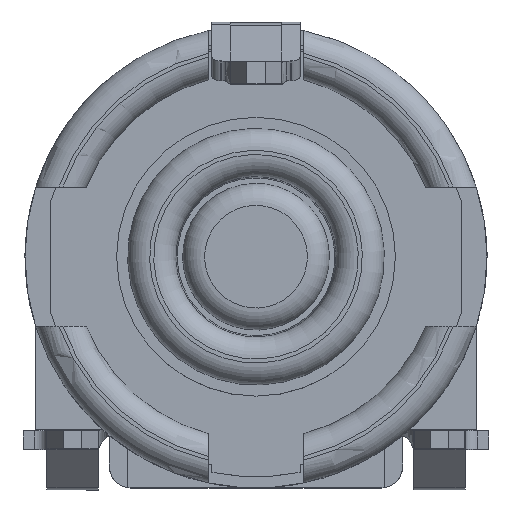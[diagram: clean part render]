
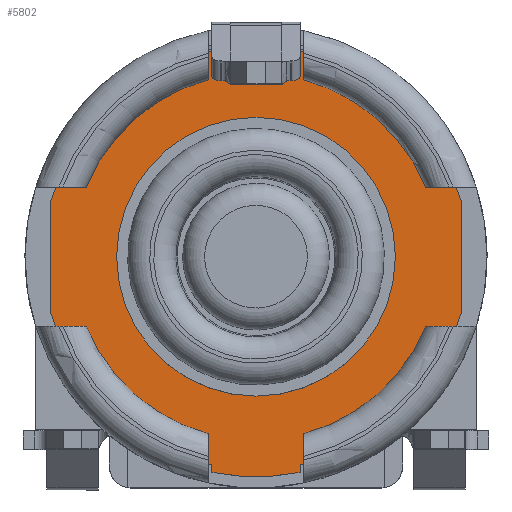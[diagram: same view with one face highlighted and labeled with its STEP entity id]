
A CAD part, top view. The second image highlights one B-rep face of the part: STEP entity #5802.
In plain terms, the highlighted planar face has unit normal (0, 0, 1).
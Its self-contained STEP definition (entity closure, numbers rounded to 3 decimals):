
#189 = DIRECTION ( 'NONE',  ( 0., -1., 0. ) ) ;
#1146 = CARTESIAN_POINT ( 'NONE',  ( 0., 0., 0.3 ) ) ;
#1359 = ORIENTED_EDGE ( 'NONE', *, *, #16068, .T. ) ;
#1445 = DIRECTION ( 'NONE',  ( 0., 0., 1. ) ) ;
#1476 = CARTESIAN_POINT ( 'NONE',  ( 2.8, 0.755, 0.3 ) ) ;
#1559 = CARTESIAN_POINT ( 'NONE',  ( 0., 0., 0.3 ) ) ;
#2062 = CARTESIAN_POINT ( 'NONE',  ( 0., 0., 0.3 ) ) ;
#2166 = FACE_OUTER_BOUND ( 'NONE', #15080, .T. ) ;
#2622 = AXIS2_PLACEMENT_3D ( 'NONE', #4774, #16012, #10127 ) ;
#2681 = CARTESIAN_POINT ( 'NONE',  ( 0.6, -2.837, 0.3 ) ) ;
#2888 = CARTESIAN_POINT ( 'NONE',  ( 2.8, 0.755, 0.3 ) ) ;
#3055 = VERTEX_POINT ( 'NONE', #10643 ) ;
#3231 = VECTOR ( 'NONE', #11047, 1000. ) ;
#3281 = CARTESIAN_POINT ( 'NONE',  ( 1.9, 0., 0.3 ) ) ;
#3409 = VERTEX_POINT ( 'NONE', #2888 ) ;
#3446 = CARTESIAN_POINT ( 'NONE',  ( 0., 0., 0.3 ) ) ;
#3541 = CARTESIAN_POINT ( 'NONE',  ( -2.8, 0.755, 0.3 ) ) ;
#3674 = EDGE_CURVE ( 'NONE', #14832, #12842, #12496, .T. ) ;
#4118 = LINE ( 'NONE', #10116, #8267 ) ;
#4127 = AXIS2_PLACEMENT_3D ( 'NONE', #16260, #5192, #6401 ) ;
#4265 = DIRECTION ( 'NONE',  ( 0., 0., 1. ) ) ;
#4324 = CARTESIAN_POINT ( 'NONE',  ( 0., 0., 0.3 ) ) ;
#4541 = VECTOR ( 'NONE', #9846, 1000. ) ;
#4643 = VERTEX_POINT ( 'NONE', #11630 ) ;
#4774 = CARTESIAN_POINT ( 'NONE',  ( 0., 0., 0.3 ) ) ;
#5182 = LINE ( 'NONE', #2681, #3231 ) ;
#5192 = DIRECTION ( 'NONE',  ( 0., 0., 1. ) ) ;
#5384 = ORIENTED_EDGE ( 'NONE', *, *, #12742, .T. ) ;
#5567 = DIRECTION ( 'NONE',  ( 1., 0., 0. ) ) ;
#5718 = VERTEX_POINT ( 'NONE', #7303 ) ;
#5800 = EDGE_LOOP ( 'NONE', ( #9040 ) ) ;
#5802 = ADVANCED_FACE ( 'NONE', ( #2166, #10465 ), #7532, .T. ) ;
#5942 = CIRCLE ( 'NONE', #11635, 3. ) ;
#6401 = DIRECTION ( 'NONE',  ( 1., 0., 0. ) ) ;
#6909 = EDGE_CURVE ( 'NONE', #9270, #9270, #11334, .T. ) ;
#7274 = CARTESIAN_POINT ( 'NONE',  ( 0.753, 2.8, 0.3 ) ) ;
#7303 = CARTESIAN_POINT ( 'NONE',  ( 0.6, -2.939, 0.3 ) ) ;
#7520 = DIRECTION ( 'NONE',  ( 1., 0., 0. ) ) ;
#7532 = PLANE ( 'NONE',  #14606 ) ;
#7635 = DIRECTION ( 'NONE',  ( 1., 0., 0. ) ) ;
#8082 = DIRECTION ( 'NONE',  ( 1., 0., 0. ) ) ;
#8212 = AXIS2_PLACEMENT_3D ( 'NONE', #1146, #9529, #8082 ) ;
#8267 = VECTOR ( 'NONE', #189, 1000. ) ;
#8623 = LINE ( 'NONE', #14216, #17991 ) ;
#9040 = ORIENTED_EDGE ( 'NONE', *, *, #6909, .F. ) ;
#9270 = VERTEX_POINT ( 'NONE', #3281 ) ;
#9451 = CIRCLE ( 'NONE', #2622, 2.9 ) ;
#9487 = VERTEX_POINT ( 'NONE', #12768 ) ;
#9529 = DIRECTION ( 'NONE',  ( 0., 0., 1. ) ) ;
#9642 = VERTEX_POINT ( 'NONE', #3541 ) ;
#9846 = DIRECTION ( 'NONE',  ( 0., 1., 0. ) ) ;
#10116 = CARTESIAN_POINT ( 'NONE',  ( -0.6, -2.837, 0.3 ) ) ;
#10127 = DIRECTION ( 'NONE',  ( 1., 0., 0. ) ) ;
#10143 = VERTEX_POINT ( 'NONE', #10165 ) ;
#10165 = CARTESIAN_POINT ( 'NONE',  ( 0.6, -2.837, 0.3 ) ) ;
#10385 = DIRECTION ( 'NONE',  ( 1., 0., 0. ) ) ;
#10465 = FACE_BOUND ( 'NONE', #5800, .T. ) ;
#10643 = CARTESIAN_POINT ( 'NONE',  ( -2.8, -0.755, 0.3 ) ) ;
#11047 = DIRECTION ( 'NONE',  ( 0., 1., 0. ) ) ;
#11129 = EDGE_CURVE ( 'NONE', #10143, #9487, #17146, .T. ) ;
#11133 = ORIENTED_EDGE ( 'NONE', *, *, #12007, .T. ) ;
#11216 = ORIENTED_EDGE ( 'NONE', *, *, #11129, .T. ) ;
#11334 = CIRCLE ( 'NONE', #8212, 1.9 ) ;
#11630 = CARTESIAN_POINT ( 'NONE',  ( -0.6, -2.939, 0.3 ) ) ;
#11635 = AXIS2_PLACEMENT_3D ( 'NONE', #1559, #1445, #5567 ) ;
#11667 = ORIENTED_EDGE ( 'NONE', *, *, #15751, .T. ) ;
#12007 = EDGE_CURVE ( 'NONE', #14832, #9642, #9451, .T. ) ;
#12336 = CARTESIAN_POINT ( 'NONE',  ( -0.6, -2.837, 0.3 ) ) ;
#12496 = LINE ( 'NONE', #17466, #17717 ) ;
#12613 = DIRECTION ( 'NONE',  ( 1., 0., 0. ) ) ;
#12655 = CIRCLE ( 'NONE', #15361, 2.9 ) ;
#12742 = EDGE_CURVE ( 'NONE', #4643, #5718, #5942, .T. ) ;
#12768 = CARTESIAN_POINT ( 'NONE',  ( 2.8, -0.755, 0.3 ) ) ;
#12842 = VERTEX_POINT ( 'NONE', #7274 ) ;
#13060 = LINE ( 'NONE', #1476, #4541 ) ;
#13216 = DIRECTION ( 'NONE',  ( 0., 0., 1. ) ) ;
#14146 = DIRECTION ( 'NONE',  ( 0., -1., 0. ) ) ;
#14216 = CARTESIAN_POINT ( 'NONE',  ( -2.8, 0.755, 0.3 ) ) ;
#14354 = ORIENTED_EDGE ( 'NONE', *, *, #3674, .F. ) ;
#14426 = ORIENTED_EDGE ( 'NONE', *, *, #16006, .T. ) ;
#14573 = ORIENTED_EDGE ( 'NONE', *, *, #14668, .T. ) ;
#14606 = AXIS2_PLACEMENT_3D ( 'NONE', #2062, #13216, #10385 ) ;
#14668 = EDGE_CURVE ( 'NONE', #3409, #12842, #12655, .T. ) ;
#14832 = VERTEX_POINT ( 'NONE', #15095 ) ;
#15076 = EDGE_CURVE ( 'NONE', #3055, #16447, #17863, .T. ) ;
#15080 = EDGE_LOOP ( 'NONE', ( #14354, #11133, #16354, #17801, #11667, #5384, #14426, #11216, #1359, #14573 ) ) ;
#15095 = CARTESIAN_POINT ( 'NONE',  ( -0.753, 2.8, 0.3 ) ) ;
#15258 = AXIS2_PLACEMENT_3D ( 'NONE', #4324, #4265, #12613 ) ;
#15361 = AXIS2_PLACEMENT_3D ( 'NONE', #3446, #17118, #7635 ) ;
#15751 = EDGE_CURVE ( 'NONE', #16447, #4643, #4118, .T. ) ;
#16006 = EDGE_CURVE ( 'NONE', #5718, #10143, #5182, .T. ) ;
#16012 = DIRECTION ( 'NONE',  ( 0., 0., 1. ) ) ;
#16068 = EDGE_CURVE ( 'NONE', #9487, #3409, #13060, .T. ) ;
#16260 = CARTESIAN_POINT ( 'NONE',  ( 0., 0., 0.3 ) ) ;
#16354 = ORIENTED_EDGE ( 'NONE', *, *, #18018, .T. ) ;
#16447 = VERTEX_POINT ( 'NONE', #12336 ) ;
#17118 = DIRECTION ( 'NONE',  ( 0., 0., 1. ) ) ;
#17146 = CIRCLE ( 'NONE', #4127, 2.9 ) ;
#17466 = CARTESIAN_POINT ( 'NONE',  ( 0., 2.8, 0.3 ) ) ;
#17717 = VECTOR ( 'NONE', #7520, 1000. ) ;
#17801 = ORIENTED_EDGE ( 'NONE', *, *, #15076, .T. ) ;
#17863 = CIRCLE ( 'NONE', #15258, 2.9 ) ;
#17991 = VECTOR ( 'NONE', #14146, 1000. ) ;
#18018 = EDGE_CURVE ( 'NONE', #9642, #3055, #8623, .T. ) ;
